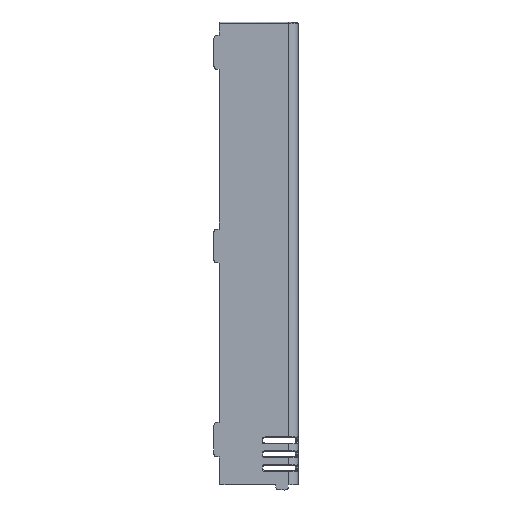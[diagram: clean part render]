
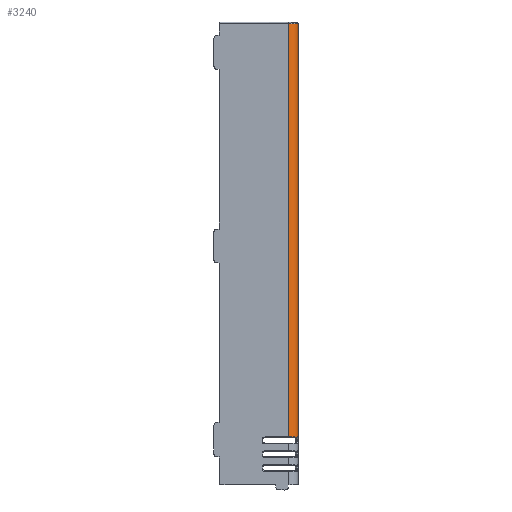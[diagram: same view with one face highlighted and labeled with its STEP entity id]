
A CAD part, top view. The second image highlights one B-rep face of the part: STEP entity #3240.
In plain terms, the highlighted cylindrical face has radius 7 mm (diameter 14 mm), a partial arc.
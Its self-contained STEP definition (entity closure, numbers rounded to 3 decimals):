
#87 = ORIENTED_EDGE ( 'NONE', *, *, #4494, .T. ) ;
#90 = VERTEX_POINT ( 'NONE', #5136 ) ;
#264 = CARTESIAN_POINT ( 'NONE',  ( 57., 34.463, 50. ) ) ;
#284 = CARTESIAN_POINT ( 'NONE',  ( 51.451, 34.467, 56.848 ) ) ;
#551 = CARTESIAN_POINT ( 'NONE',  ( 51.881, 333.336, 57. ) ) ;
#601 = CARTESIAN_POINT ( 'NONE',  ( 50., 335., 50. ) ) ;
#624 = CARTESIAN_POINT ( 'NONE',  ( 50., 333.346, 57. ) ) ;
#752 =( BOUNDED_CURVE ( )  B_SPLINE_CURVE ( 3, ( #8763, #6353, #9624, #5447 ),
 .UNSPECIFIED., .F., .F. ) 
 B_SPLINE_CURVE_WITH_KNOTS ( ( 4, 4 ),
 ( 6.074, 6.283 ),
 .UNSPECIFIED. ) 
 CURVE ( )  GEOMETRIC_REPRESENTATION_ITEM ( )  RATIONAL_B_SPLINE_CURVE ( ( 1., 0.996, 0.996, 1. ) ) 
 REPRESENTATION_ITEM ( '' )  );
#789 = CARTESIAN_POINT ( 'NONE',  ( 53.918, 34.473, 55.811 ) ) ;
#833 = VERTEX_POINT ( 'NONE', #3333 ) ;
#1171 = VERTEX_POINT ( 'NONE', #2606 ) ;
#1480 = VERTEX_POINT ( 'NONE', #7011 ) ;
#1521 = CARTESIAN_POINT ( 'NONE',  ( 56.707, 34.47, 52.115 ) ) ;
#1670 = CARTESIAN_POINT ( 'NONE',  ( 55.406, 34.474, 54.46 ) ) ;
#1841 = DIRECTION ( 'NONE',  ( 0., 1., 0. ) ) ;
#1875 = CARTESIAN_POINT ( 'NONE',  ( 50., 335., 57. ) ) ;
#2010 = EDGE_CURVE ( 'NONE', #1480, #4756, #3400, .T. ) ;
#2178 = VERTEX_POINT ( 'NONE', #9253 ) ;
#2222 = CARTESIAN_POINT ( 'NONE',  ( 52.115, 34.47, 56.707 ) ) ;
#2395 = VECTOR ( 'NONE', #1841, 1000. ) ;
#2499 = CARTESIAN_POINT ( 'NONE',  ( 56.469, 34.471, 52.756 ) ) ;
#2606 = CARTESIAN_POINT ( 'NONE',  ( 57., 333.346, 50. ) ) ;
#2949 = CARTESIAN_POINT ( 'NONE',  ( 54.95, 333.331, 54.95 ) ) ;
#3158 = CARTESIAN_POINT ( 'NONE',  ( 57., 335., 50. ) ) ;
#3190 = EDGE_CURVE ( 'NONE', #90, #10048, #752, .T. ) ;
#3240 = ADVANCED_FACE ( 'NONE', ( #6981 ), #5295, .T. ) ;
#3314 = LINE ( 'NONE', #3158, #7042 ) ;
#3333 = CARTESIAN_POINT ( 'NONE',  ( 54.95, 333.331, 54.95 ) ) ;
#3400 = LINE ( 'NONE', #1875, #2395 ) ;
#3672 = EDGE_CURVE ( 'NONE', #833, #4756, #10693, .T. ) ;
#4020 = DIRECTION ( 'NONE',  ( 0., -1., 0. ) ) ;
#4234 = ORIENTED_EDGE ( 'NONE', *, *, #2010, .F. ) ;
#4330 =( BOUNDED_CURVE ( )  B_SPLINE_CURVE ( 3, ( #6051, #9439, #7656, #284 ),
 .UNSPECIFIED., .F., .F. ) 
 B_SPLINE_CURVE_WITH_KNOTS ( ( 4, 4 ),
 ( 0., 0.209 ),
 .UNSPECIFIED. ) 
 CURVE ( )  GEOMETRIC_REPRESENTATION_ITEM ( )  RATIONAL_B_SPLINE_CURVE ( ( 1., 0.996, 0.996, 1. ) ) 
 REPRESENTATION_ITEM ( '' )  );
#4494 = EDGE_CURVE ( 'NONE', #1171, #833, #9099, .T. ) ;
#4639 = CARTESIAN_POINT ( 'NONE',  ( 54.95, 333.331, 54.95 ) ) ;
#4751 = CARTESIAN_POINT ( 'NONE',  ( 53.619, 333.331, 56.28 ) ) ;
#4756 = VERTEX_POINT ( 'NONE', #9234 ) ;
#4940 = CARTESIAN_POINT ( 'NONE',  ( 54.708, 34.474, 55.191 ) ) ;
#5136 = CARTESIAN_POINT ( 'NONE',  ( 56.848, 34.467, 51.451 ) ) ;
#5153 = EDGE_CURVE ( 'NONE', #1480, #2178, #4330, .T. ) ;
#5295 = CYLINDRICAL_SURFACE ( 'NONE', #10338, 7. ) ;
#5325 = B_SPLINE_CURVE_WITH_KNOTS ( 'NONE', 3,
 ( #6254, #2222, #9914, #5675, #789, #8961, #4940, #8246, #1670, #8214, #7411, #2499, #1521, #6578 ),
 .UNSPECIFIED., .F., .F.,
 ( 4, 2, 2, 2, 2, 2, 4 ),
 ( 0., 0.002, 0.003, 0.004, 0.005, 0.006, 0.008 ),
 .UNSPECIFIED. ) ;
#5447 = CARTESIAN_POINT ( 'NONE',  ( 57., 34.463, 50. ) ) ;
#5522 = CARTESIAN_POINT ( 'NONE',  ( 56.28, 333.331, 53.619 ) ) ;
#5675 = CARTESIAN_POINT ( 'NONE',  ( 53.631, 34.473, 55.994 ) ) ;
#6051 = CARTESIAN_POINT ( 'NONE',  ( 50., 34.463, 57. ) ) ;
#6254 = CARTESIAN_POINT ( 'NONE',  ( 51.451, 34.467, 56.848 ) ) ;
#6353 = CARTESIAN_POINT ( 'NONE',  ( 56.949, 34.464, 50.973 ) ) ;
#6578 = CARTESIAN_POINT ( 'NONE',  ( 56.848, 34.467, 51.451 ) ) ;
#6981 = FACE_OUTER_BOUND ( 'NONE', #9992, .T. ) ;
#7011 = CARTESIAN_POINT ( 'NONE',  ( 50., 34.463, 57. ) ) ;
#7042 = VECTOR ( 'NONE', #4020, 1000. ) ;
#7408 = ORIENTED_EDGE ( 'NONE', *, *, #9712, .T. ) ;
#7411 = CARTESIAN_POINT ( 'NONE',  ( 55.99, 34.473, 53.638 ) ) ;
#7656 = CARTESIAN_POINT ( 'NONE',  ( 50.973, 34.464, 56.949 ) ) ;
#7684 = CARTESIAN_POINT ( 'NONE',  ( 57., 333.336, 51.881 ) ) ;
#7738 = EDGE_CURVE ( 'NONE', #1171, #10048, #3314, .T. ) ;
#8099 = ORIENTED_EDGE ( 'NONE', *, *, #3190, .T. ) ;
#8173 = DIRECTION ( 'NONE',  ( 0., -1., 0. ) ) ;
#8214 = CARTESIAN_POINT ( 'NONE',  ( 55.809, 34.473, 53.92 ) ) ;
#8246 = CARTESIAN_POINT ( 'NONE',  ( 55.183, 34.474, 54.717 ) ) ;
#8304 = ORIENTED_EDGE ( 'NONE', *, *, #5153, .T. ) ;
#8480 = ORIENTED_EDGE ( 'NONE', *, *, #3672, .T. ) ;
#8661 = CARTESIAN_POINT ( 'NONE',  ( 57., 333.346, 50. ) ) ;
#8763 = CARTESIAN_POINT ( 'NONE',  ( 56.848, 34.467, 51.451 ) ) ;
#8961 = CARTESIAN_POINT ( 'NONE',  ( 54.455, 34.474, 55.409 ) ) ;
#9099 =( BOUNDED_CURVE ( )  B_SPLINE_CURVE ( 3, ( #8661, #7684, #5522, #2949 ),
 .UNSPECIFIED., .F., .F. ) 
 B_SPLINE_CURVE_WITH_KNOTS ( ( 4, 4 ),
 ( 5.498, 6.283 ),
 .UNSPECIFIED. ) 
 CURVE ( )  GEOMETRIC_REPRESENTATION_ITEM ( )  RATIONAL_B_SPLINE_CURVE ( ( 1., 0.949, 0.949, 1. ) ) 
 REPRESENTATION_ITEM ( '' )  );
#9234 = CARTESIAN_POINT ( 'NONE',  ( 50., 333.346, 57. ) ) ;
#9253 = CARTESIAN_POINT ( 'NONE',  ( 51.451, 34.467, 56.848 ) ) ;
#9372 = ORIENTED_EDGE ( 'NONE', *, *, #7738, .F. ) ;
#9439 = CARTESIAN_POINT ( 'NONE',  ( 50.488, 34.463, 57. ) ) ;
#9624 = CARTESIAN_POINT ( 'NONE',  ( 57., 34.463, 50.488 ) ) ;
#9712 = EDGE_CURVE ( 'NONE', #2178, #90, #5325, .T. ) ;
#9914 = CARTESIAN_POINT ( 'NONE',  ( 52.742, 34.471, 56.476 ) ) ;
#9992 = EDGE_LOOP ( 'NONE', ( #7408, #8099, #9372, #87, #8480, #4234, #8304 ) ) ;
#10048 = VERTEX_POINT ( 'NONE', #264 ) ;
#10338 = AXIS2_PLACEMENT_3D ( 'NONE', #601, #8173, #10720 ) ;
#10693 =( BOUNDED_CURVE ( )  B_SPLINE_CURVE ( 3, ( #4639, #4751, #551, #624 ),
 .UNSPECIFIED., .F., .F. ) 
 B_SPLINE_CURVE_WITH_KNOTS ( ( 4, 4 ),
 ( 0., 0.785 ),
 .UNSPECIFIED. ) 
 CURVE ( )  GEOMETRIC_REPRESENTATION_ITEM ( )  RATIONAL_B_SPLINE_CURVE ( ( 1., 0.949, 0.949, 1. ) ) 
 REPRESENTATION_ITEM ( '' )  );
#10720 = DIRECTION ( 'NONE',  ( 0., 0., -1. ) ) ;
